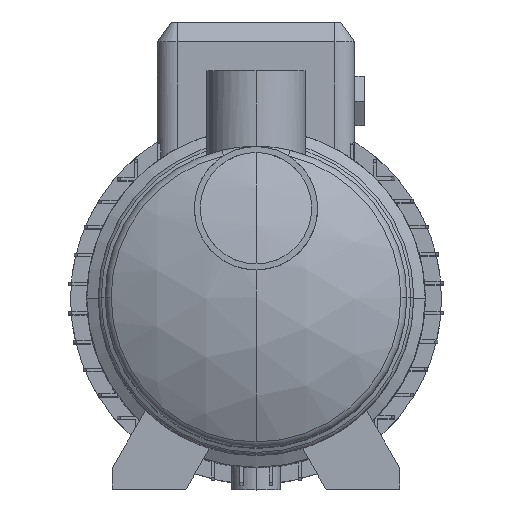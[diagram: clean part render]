
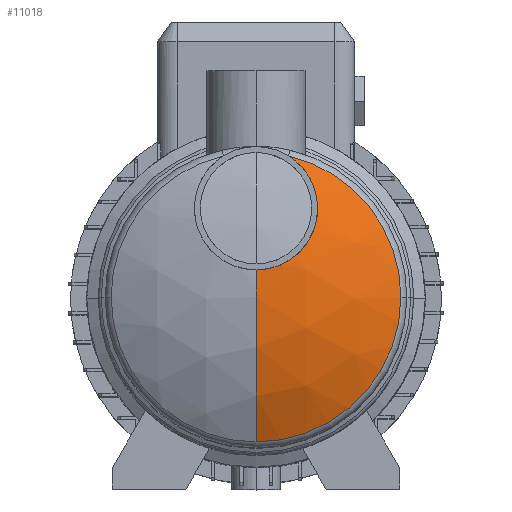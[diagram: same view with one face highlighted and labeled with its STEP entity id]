
A CAD part, top view. The second image highlights one B-rep face of the part: STEP entity #11018.
In plain terms, the highlighted spherical face has radius 150 mm.
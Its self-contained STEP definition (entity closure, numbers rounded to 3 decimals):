
#36 = CARTESIAN_POINT ( 'NONE',  ( 0., -73.438, 122.793 ) ) ;
#51 = ORIENTED_EDGE ( 'NONE', *, *, #2133, .T. ) ;
#315 = CARTESIAN_POINT ( 'NONE',  ( 0., 0., -8. ) ) ;
#583 = CARTESIAN_POINT ( 'NONE',  ( 8.299, 14.799, 141.052 ) ) ;
#674 = CARTESIAN_POINT ( 'NONE',  ( 0., 0., -8. ) ) ;
#794 = AXIS2_PLACEMENT_3D ( 'NONE', #3909, #1317, #2937 ) ;
#822 = CARTESIAN_POINT ( 'NONE',  ( 18.698, 70.048, 123.317 ) ) ;
#879 = CARTESIAN_POINT ( 'NONE',  ( 26.009, 62.336, 125.934 ) ) ;
#991 = CARTESIAN_POINT ( 'NONE',  ( 28.599, 32.365, 135.651 ) ) ;
#1317 = DIRECTION ( 'NONE',  ( 0., 0., 1. ) ) ;
#1460 = CARTESIAN_POINT ( 'NONE',  ( 1.042, 13.75, 141.368 ) ) ;
#1608 = AXIS2_PLACEMENT_3D ( 'NONE', #315, #7536, #6609 ) ;
#1632 = CARTESIAN_POINT ( 'NONE',  ( 17.022, 71.216, 122.916 ) ) ;
#1660 = DIRECTION ( 'NONE',  ( -1., 0., 0. ) ) ;
#1703 = ORIENTED_EDGE ( 'NONE', *, *, #8060, .F. ) ;
#1795 = AXIS2_PLACEMENT_3D ( 'NONE', #8402, #5497, #3877 ) ;
#1855 = CARTESIAN_POINT ( 'NONE',  ( 28.173, 31.439, 135.941 ) ) ;
#1893 = CIRCLE ( 'NONE', #2078, 150. ) ;
#2078 = AXIS2_PLACEMENT_3D ( 'NONE', #7034, #6053, #8670 ) ;
#2113 = B_SPLINE_CURVE_WITH_KNOTS ( 'NONE', 3,
 ( #6946, #8684, #8804, #3365, #10355, #4279, #10478, #6885, #9552, #9604, #10421, #5271, #5210, #879, #2558, #3483, #2442, #8747, #4165, #6818, #822, #6020, #1632, #11416 ),
 .UNSPECIFIED., .F., .F.,
 ( 4, 2, 2, 2, 2, 2, 2, 2, 2, 2, 2, 4 ),
 ( 0.076, 0.08, 0.082, 0.084, 0.089, 0.093, 0.095, 0.097, 0.101, 0.105, 0.107, 0.109 ),
 .UNSPECIFIED. ) ;
#2133 = EDGE_CURVE ( 'NONE', #5988, #4993, #6694, .T. ) ;
#2228 = SPHERICAL_SURFACE ( 'NONE', #1608, 150. ) ;
#2385 = CARTESIAN_POINT ( 'NONE',  ( 14.086, 17.1, 140.356 ) ) ;
#2438 = CARTESIAN_POINT ( 'NONE',  ( 10.282, 15.417, 140.866 ) ) ;
#2442 = CARTESIAN_POINT ( 'NONE',  ( 23.6, 65.527, 124.858 ) ) ;
#2526 = ORIENTED_EDGE ( 'NONE', *, *, #11334, .T. ) ;
#2558 = CARTESIAN_POINT ( 'NONE',  ( 25.631, 62.891, 125.747 ) ) ;
#2591 = EDGE_LOOP ( 'NONE', ( #6699, #2526, #51, #5912, #1703, #8820 ) ) ;
#2780 = CARTESIAN_POINT ( 'NONE',  ( 31.25, 45., 131.637 ) ) ;
#2937 = DIRECTION ( 'NONE',  ( -1., 0., 0. ) ) ;
#3254 = CARTESIAN_POINT ( 'NONE',  ( 13.147, 16.645, 140.494 ) ) ;
#3365 = CARTESIAN_POINT ( 'NONE',  ( 30.924, 49.549, 130.163 ) ) ;
#3393 = CARTESIAN_POINT ( 'NONE',  ( 73.437, 0., 122.793 ) ) ;
#3483 = CARTESIAN_POINT ( 'NONE',  ( 24.451, 64.506, 125.203 ) ) ;
#3498 = VERTEX_POINT ( 'NONE', #7496 ) ;
#3587 = CARTESIAN_POINT ( 'NONE',  ( 29.73, 35.164, 134.773 ) ) ;
#3642 = CARTESIAN_POINT ( 'NONE',  ( 27.236, 29.644, 136.501 ) ) ;
#3670 = VERTEX_POINT ( 'NONE', #36 ) ;
#3710 = CARTESIAN_POINT ( 'NONE',  ( 16.446, 71.572, 122.793 ) ) ;
#3750 = CARTESIAN_POINT ( 'NONE',  ( 23.081, 23.908, 138.276 ) ) ;
#3877 = DIRECTION ( 'NONE',  ( -1., 0., 0. ) ) ;
#3909 = CARTESIAN_POINT ( 'NONE',  ( 0., 0., 122.793 ) ) ;
#4165 = CARTESIAN_POINT ( 'NONE',  ( 20.798, 68.363, 123.893 ) ) ;
#4279 = CARTESIAN_POINT ( 'NONE',  ( 30.577, 51.484, 129.532 ) ) ;
#4340 = CIRCLE ( 'NONE', #5813, 150. ) ;
#4625 = EDGE_CURVE ( 'NONE', #3498, #9426, #1893, .T. ) ;
#4974 = CARTESIAN_POINT ( 'NONE',  ( 2.084, 13.802, 141.353 ) ) ;
#4993 = VERTEX_POINT ( 'NONE', #3710 ) ;
#5108 = CIRCLE ( 'NONE', #1795, 73.437 ) ;
#5179 = DIRECTION ( 'NONE',  ( 0., -1., 0. ) ) ;
#5210 = CARTESIAN_POINT ( 'NONE',  ( 26.722, 61.215, 126.31 ) ) ;
#5271 = CARTESIAN_POINT ( 'NONE',  ( 27.059, 60.646, 126.5 ) ) ;
#5322 = CARTESIAN_POINT ( 'NONE',  ( 31.01, 41.009, 132.917 ) ) ;
#5497 = DIRECTION ( 'NONE',  ( 0., 0., 1. ) ) ;
#5813 = AXIS2_PLACEMENT_3D ( 'NONE', #674, #1660, #5179 ) ;
#5894 = CARTESIAN_POINT ( 'NONE',  ( 14.552, 17.34, 140.283 ) ) ;
#5912 = ORIENTED_EDGE ( 'NONE', *, *, #6701, .F. ) ;
#5988 = VERTEX_POINT ( 'NONE', #3393 ) ;
#6020 = CARTESIAN_POINT ( 'NONE',  ( 17.589, 70.839, 123.046 ) ) ;
#6053 = DIRECTION ( 'NONE',  ( 1., 0., 0. ) ) ;
#6144 = CARTESIAN_POINT ( 'NONE',  ( 31.25, 45., 131.637 ) ) ;
#6377 = VERTEX_POINT ( 'NONE', #6144 ) ;
#6609 = DIRECTION ( 'NONE',  ( 0., 1., 0. ) ) ;
#6694 = CIRCLE ( 'NONE', #794, 73.437 ) ;
#6699 = ORIENTED_EDGE ( 'NONE', *, *, #9961, .F. ) ;
#6701 = EDGE_CURVE ( 'NONE', #6377, #4993, #2113, .T. ) ;
#6818 = CARTESIAN_POINT ( 'NONE',  ( 19.235, 69.638, 123.457 ) ) ;
#6885 = CARTESIAN_POINT ( 'NONE',  ( 29.941, 54.048, 128.691 ) ) ;
#6946 = CARTESIAN_POINT ( 'NONE',  ( 31.25, 45., 131.637 ) ) ;
#7034 = CARTESIAN_POINT ( 'NONE',  ( 0., 0., -8. ) ) ;
#7279 = CARTESIAN_POINT ( 'NONE',  ( 23.76, 24.676, 138.04 ) ) ;
#7496 = CARTESIAN_POINT ( 'NONE',  ( 0., 13.75, 141.368 ) ) ;
#7536 = DIRECTION ( 'NONE',  ( -1., 0., 0. ) ) ;
#7640 = CARTESIAN_POINT ( 'NONE',  ( 12.673, 16.43, 140.559 ) ) ;
#7977 = CARTESIAN_POINT ( 'NONE',  ( 25.03, 26.262, 137.55 ) ) ;
#8060 = EDGE_CURVE ( 'NONE', #3498, #6377, #11205, .T. ) ;
#8090 = CARTESIAN_POINT ( 'NONE',  ( 30.295, 37.078, 134.168 ) ) ;
#8145 = CARTESIAN_POINT ( 'NONE',  ( 31.25, 44.007, 131.957 ) ) ;
#8402 = CARTESIAN_POINT ( 'NONE',  ( 0., 0., 122.793 ) ) ;
#8508 = CARTESIAN_POINT ( 'NONE',  ( 4.169, 14.012, 141.29 ) ) ;
#8573 = CARTESIAN_POINT ( 'NONE',  ( 15.924, 18.091, 140.055 ) ) ;
#8670 = DIRECTION ( 'NONE',  ( 0., 0., -1. ) ) ;
#8684 = CARTESIAN_POINT ( 'NONE',  ( 31.25, 46.306, 131.216 ) ) ;
#8747 = CARTESIAN_POINT ( 'NONE',  ( 21.774, 67.455, 124.203 ) ) ;
#8803 = CARTESIAN_POINT ( 'NONE',  ( 26.726, 28.773, 136.772 ) ) ;
#8804 = CARTESIAN_POINT ( 'NONE',  ( 31.168, 47.607, 130.795 ) ) ;
#8820 = ORIENTED_EDGE ( 'NONE', *, *, #4625, .T. ) ;
#8853 = CARTESIAN_POINT ( 'NONE',  ( 16.805, 18.633, 139.89 ) ) ;
#8967 = CARTESIAN_POINT ( 'NONE',  ( 20.92, 21.694, 138.956 ) ) ;
#9223 = FACE_OUTER_BOUND ( 'NONE', #2591, .T. ) ;
#9426 = VERTEX_POINT ( 'NONE', #10876 ) ;
#9552 = CARTESIAN_POINT ( 'NONE',  ( 29.534, 55.296, 128.279 ) ) ;
#9604 = CARTESIAN_POINT ( 'NONE',  ( 28.57, 57.73, 127.473 ) ) ;
#9775 = CARTESIAN_POINT ( 'NONE',  ( 19.351, 20.376, 139.359 ) ) ;
#9829 = CARTESIAN_POINT ( 'NONE',  ( 25.622, 27.082, 137.297 ) ) ;
#9961 = EDGE_CURVE ( 'NONE', #3670, #9426, #4340, .T. ) ;
#10354 = CARTESIAN_POINT ( 'NONE',  ( 5.217, 14.171, 141.242 ) ) ;
#10355 = CARTESIAN_POINT ( 'NONE',  ( 30.822, 50.195, 129.953 ) ) ;
#10421 = CARTESIAN_POINT ( 'NONE',  ( 28.012, 58.915, 127.079 ) ) ;
#10478 = CARTESIAN_POINT ( 'NONE',  ( 30.433, 52.128, 129.321 ) ) ;
#10525 = CARTESIAN_POINT ( 'NONE',  ( 0., 13.75, 141.368 ) ) ;
#10644 = CARTESIAN_POINT ( 'NONE',  ( 31.203, 43.01, 132.277 ) ) ;
#10811 = CARTESIAN_POINT ( 'NONE',  ( 30.866, 40.016, 133.234 ) ) ;
#10876 = CARTESIAN_POINT ( 'NONE',  ( 0., 0., 142. ) ) ;
#11018 = ADVANCED_FACE ( 'NONE', ( #9223 ), #2228, .T. ) ;
#11205 = B_SPLINE_CURVE_WITH_KNOTS ( 'NONE', 3,
 ( #10525, #1460, #4974, #8508, #10354, #583, #2438, #7640, #3254, #2385, #5894, #8573, #8853, #9775, #8967, #3750, #7279, #7977, #9829, #8803, #3642, #1855, #991, #3587, #8090, #10811, #5322, #10644, #8145, #2780 ),
 .UNSPECIFIED., .F., .F.,
 ( 4, 2, 2, 2, 2, 2, 2, 2, 2, 2, 2, 2, 2, 2, 4 ),
 ( 0.026, 0.029, 0.032, 0.039, 0.04, 0.042, 0.045, 0.051, 0.054, 0.057, 0.061, 0.064, 0.07, 0.073, 0.076 ),
 .UNSPECIFIED. ) ;
#11334 = EDGE_CURVE ( 'NONE', #3670, #5988, #5108, .T. ) ;
#11416 = CARTESIAN_POINT ( 'NONE',  ( 16.446, 71.572, 122.793 ) ) ;
